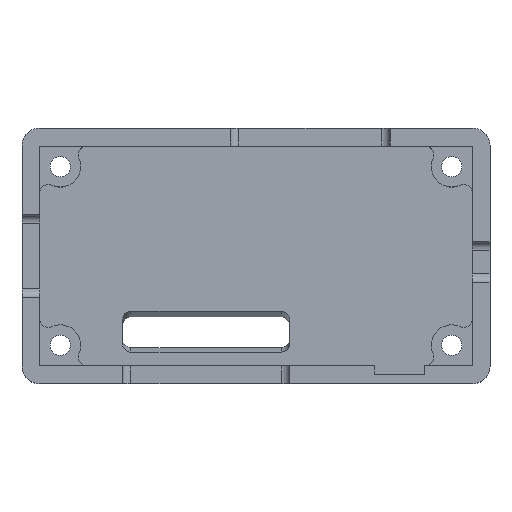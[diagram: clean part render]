
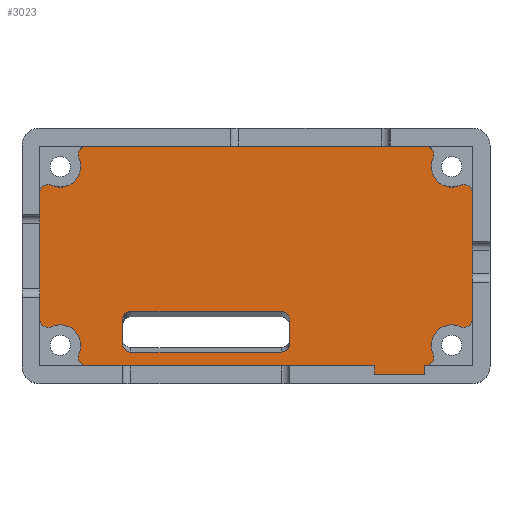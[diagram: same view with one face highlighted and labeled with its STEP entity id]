
A CAD part, top view. The second image highlights one B-rep face of the part: STEP entity #3023.
In plain terms, the highlighted planar face has unit normal (0, 0, 1).
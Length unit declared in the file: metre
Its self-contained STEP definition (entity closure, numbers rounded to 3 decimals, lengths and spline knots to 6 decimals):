
#122=ELLIPSE('',#3268,0.001051,0.001);
#123=ELLIPSE('',#3269,0.001035,0.001);
#124=ELLIPSE('',#3270,0.001035,0.001);
#125=ELLIPSE('',#3271,0.001051,0.001);
#225=CIRCLE('',#3272,0.0024);
#226=CIRCLE('',#3273,0.001);
#227=CIRCLE('',#3274,0.001);
#228=CIRCLE('',#3275,0.0024);
#229=CIRCLE('',#3276,0.001);
#230=CIRCLE('',#3277,0.001);
#231=CIRCLE('',#3278,0.0024);
#232=CIRCLE('',#3279,0.001);
#233=CIRCLE('',#3280,0.001);
#234=CIRCLE('',#3281,0.0024);
#235=CIRCLE('',#3282,0.001);
#236=CIRCLE('',#3283,0.001);
#462=ORIENTED_EDGE('',*,*,#1393,.F.);
#463=ORIENTED_EDGE('',*,*,#1394,.T.);
#464=ORIENTED_EDGE('',*,*,#1395,.F.);
#465=ORIENTED_EDGE('',*,*,#1396,.T.);
#466=ORIENTED_EDGE('',*,*,#1397,.T.);
#467=ORIENTED_EDGE('',*,*,#1398,.T.);
#468=ORIENTED_EDGE('',*,*,#1399,.T.);
#469=ORIENTED_EDGE('',*,*,#1400,.T.);
#470=ORIENTED_EDGE('',*,*,#1401,.F.);
#471=ORIENTED_EDGE('',*,*,#1402,.T.);
#472=ORIENTED_EDGE('',*,*,#1403,.T.);
#473=ORIENTED_EDGE('',*,*,#1404,.T.);
#474=ORIENTED_EDGE('',*,*,#1405,.T.);
#475=ORIENTED_EDGE('',*,*,#1406,.F.);
#476=ORIENTED_EDGE('',*,*,#1266,.T.);
#477=ORIENTED_EDGE('',*,*,#1407,.T.);
#478=ORIENTED_EDGE('',*,*,#1408,.F.);
#479=ORIENTED_EDGE('',*,*,#1409,.T.);
#480=ORIENTED_EDGE('',*,*,#1410,.T.);
#481=ORIENTED_EDGE('',*,*,#1411,.T.);
#482=ORIENTED_EDGE('',*,*,#1412,.F.);
#483=ORIENTED_EDGE('',*,*,#1413,.T.);
#484=ORIENTED_EDGE('',*,*,#1414,.F.);
#485=ORIENTED_EDGE('',*,*,#1415,.T.);
#486=ORIENTED_EDGE('',*,*,#1416,.F.);
#487=ORIENTED_EDGE('',*,*,#1417,.T.);
#488=ORIENTED_EDGE('',*,*,#1418,.F.);
#489=ORIENTED_EDGE('',*,*,#1419,.T.);
#1266=EDGE_CURVE('',#1734,#1733,#2051,.T.);
#1393=EDGE_CURVE('',#1857,#1858,#2095,.T.);
#1394=EDGE_CURVE('',#1857,#1859,#122,.F.);
#1395=EDGE_CURVE('',#1860,#1859,#2096,.T.);
#1396=EDGE_CURVE('',#1860,#1861,#123,.F.);
#1397=EDGE_CURVE('',#1861,#1862,#2097,.T.);
#1398=EDGE_CURVE('',#1862,#1863,#124,.F.);
#1399=EDGE_CURVE('',#1863,#1864,#2098,.T.);
#1400=EDGE_CURVE('',#1864,#1858,#125,.F.);
#1401=EDGE_CURVE('',#1865,#1866,#225,.T.);
#1402=EDGE_CURVE('',#1865,#1867,#226,.T.);
#1403=EDGE_CURVE('',#1867,#1868,#2099,.T.);
#1404=EDGE_CURVE('',#1868,#1869,#2100,.T.);
#1405=EDGE_CURVE('',#1869,#1870,#2101,.T.);
#1406=EDGE_CURVE('',#1734,#1870,#2102,.T.);
#1407=EDGE_CURVE('',#1733,#1871,#227,.T.);
#1408=EDGE_CURVE('',#1872,#1871,#228,.T.);
#1409=EDGE_CURVE('',#1872,#1873,#229,.T.);
#1410=EDGE_CURVE('',#1873,#1874,#2103,.T.);
#1411=EDGE_CURVE('',#1874,#1875,#230,.T.);
#1412=EDGE_CURVE('',#1876,#1875,#231,.T.);
#1413=EDGE_CURVE('',#1876,#1877,#232,.T.);
#1414=EDGE_CURVE('',#1878,#1877,#2104,.T.);
#1415=EDGE_CURVE('',#1878,#1879,#233,.T.);
#1416=EDGE_CURVE('',#1880,#1879,#234,.T.);
#1417=EDGE_CURVE('',#1880,#1881,#235,.T.);
#1418=EDGE_CURVE('',#1882,#1881,#2105,.T.);
#1419=EDGE_CURVE('',#1882,#1866,#236,.T.);
#1733=VERTEX_POINT('',#4423);
#1734=VERTEX_POINT('',#4425);
#1857=VERTEX_POINT('',#4719);
#1858=VERTEX_POINT('',#4720);
#1859=VERTEX_POINT('',#4722);
#1860=VERTEX_POINT('',#4724);
#1861=VERTEX_POINT('',#4726);
#1862=VERTEX_POINT('',#4728);
#1863=VERTEX_POINT('',#4730);
#1864=VERTEX_POINT('',#4732);
#1865=VERTEX_POINT('',#4735);
#1866=VERTEX_POINT('',#4736);
#1867=VERTEX_POINT('',#4738);
#1868=VERTEX_POINT('',#4740);
#1869=VERTEX_POINT('',#4742);
#1870=VERTEX_POINT('',#4744);
#1871=VERTEX_POINT('',#4747);
#1872=VERTEX_POINT('',#4749);
#1873=VERTEX_POINT('',#4751);
#1874=VERTEX_POINT('',#4753);
#1875=VERTEX_POINT('',#4755);
#1876=VERTEX_POINT('',#4757);
#1877=VERTEX_POINT('',#4759);
#1878=VERTEX_POINT('',#4761);
#1879=VERTEX_POINT('',#4763);
#1880=VERTEX_POINT('',#4765);
#1881=VERTEX_POINT('',#4767);
#1882=VERTEX_POINT('',#4769);
#2051=LINE('',#4424,#2306);
#2095=LINE('',#4718,#2350);
#2096=LINE('',#4723,#2351);
#2097=LINE('',#4727,#2352);
#2098=LINE('',#4731,#2353);
#2099=LINE('',#4739,#2354);
#2100=LINE('',#4741,#2355);
#2101=LINE('',#4743,#2356);
#2102=LINE('',#4745,#2357);
#2103=LINE('',#4752,#2358);
#2104=LINE('',#4760,#2359);
#2105=LINE('',#4768,#2360);
#2306=VECTOR('',#3526,1.);
#2350=VECTOR('',#3704,1.);
#2351=VECTOR('',#3707,1.);
#2352=VECTOR('',#3710,1.);
#2353=VECTOR('',#3713,1.);
#2354=VECTOR('',#3720,1.);
#2355=VECTOR('',#3721,1.);
#2356=VECTOR('',#3722,1.);
#2357=VECTOR('',#3723,1.);
#2358=VECTOR('',#3730,1.);
#2359=VECTOR('',#3737,1.);
#2360=VECTOR('',#3744,1.);
#2571=EDGE_LOOP('',(#462,#463,#464,#465,#466,#467,#468,#469));
#2572=EDGE_LOOP('',(#470,#471,#472,#473,#474,#475,#476,#477,#478,#479,#480,
#481,#482,#483,#484,#485,#486,#487,#488,#489));
#2770=FACE_BOUND('',#2571,.T.);
#2771=FACE_BOUND('',#2572,.T.);
#2961=PLANE('',#3267);
#3023=ADVANCED_FACE('',(#2770,#2771),#2961,.T.);
#3267=AXIS2_PLACEMENT_3D('',#4717,#3702,#3703);
#3268=AXIS2_PLACEMENT_3D('',#4721,#3705,#3706);
#3269=AXIS2_PLACEMENT_3D('',#4725,#3708,#3709);
#3270=AXIS2_PLACEMENT_3D('',#4729,#3711,#3712);
#3271=AXIS2_PLACEMENT_3D('',#4733,#3714,#3715);
#3272=AXIS2_PLACEMENT_3D('',#4734,#3716,#3717);
#3273=AXIS2_PLACEMENT_3D('',#4737,#3718,#3719);
#3274=AXIS2_PLACEMENT_3D('',#4746,#3724,#3725);
#3275=AXIS2_PLACEMENT_3D('',#4748,#3726,#3727);
#3276=AXIS2_PLACEMENT_3D('',#4750,#3728,#3729);
#3277=AXIS2_PLACEMENT_3D('',#4754,#3731,#3732);
#3278=AXIS2_PLACEMENT_3D('',#4756,#3733,#3734);
#3279=AXIS2_PLACEMENT_3D('',#4758,#3735,#3736);
#3280=AXIS2_PLACEMENT_3D('',#4762,#3738,#3739);
#3281=AXIS2_PLACEMENT_3D('',#4764,#3740,#3741);
#3282=AXIS2_PLACEMENT_3D('',#4766,#3742,#3743);
#3283=AXIS2_PLACEMENT_3D('',#4770,#3745,#3746);
#3526=DIRECTION('',(1.,0.,0.));
#3702=DIRECTION('',(0.,0.,1.));
#3703=DIRECTION('',(1.,0.,0.));
#3704=DIRECTION('',(-1.,0.,0.));
#3705=DIRECTION('',(0.,0.,1.));
#3706=DIRECTION('',(0.,1.,0.));
#3707=DIRECTION('',(0.,1.,0.));
#3708=DIRECTION('',(0.,0.,1.));
#3709=DIRECTION('',(0.,1.,0.));
#3710=DIRECTION('',(-1.,0.,0.));
#3711=DIRECTION('',(0.,0.,1.));
#3712=DIRECTION('',(0.,-1.,0.));
#3713=DIRECTION('',(0.,1.,0.));
#3714=DIRECTION('',(0.,0.,1.));
#3715=DIRECTION('',(0.,-1.,0.));
#3716=DIRECTION('',(0.,0.,1.));
#3717=DIRECTION('',(1.,0.,0.));
#3718=DIRECTION('',(0.,0.,1.));
#3719=DIRECTION('',(1.,0.,0.));
#3720=DIRECTION('',(1.,0.,0.));
#3721=DIRECTION('',(0.,-1.,0.));
#3722=DIRECTION('',(1.,0.,0.));
#3723=DIRECTION('',(0.,-1.,0.));
#3724=DIRECTION('',(0.,0.,1.));
#3725=DIRECTION('',(1.,0.,0.));
#3726=DIRECTION('',(0.,0.,1.));
#3727=DIRECTION('',(1.,0.,0.));
#3728=DIRECTION('',(0.,0.,1.));
#3729=DIRECTION('',(1.,0.,0.));
#3730=DIRECTION('',(0.,1.,0.));
#3731=DIRECTION('',(0.,0.,1.));
#3732=DIRECTION('',(1.,0.,0.));
#3733=DIRECTION('',(0.,0.,1.));
#3734=DIRECTION('',(1.,0.,0.));
#3735=DIRECTION('',(0.,0.,1.));
#3736=DIRECTION('',(1.,0.,0.));
#3737=DIRECTION('',(1.,0.,0.));
#3738=DIRECTION('',(0.,0.,1.));
#3739=DIRECTION('',(1.,0.,0.));
#3740=DIRECTION('',(0.,0.,1.));
#3741=DIRECTION('',(1.,0.,0.));
#3742=DIRECTION('',(0.,0.,1.));
#3743=DIRECTION('',(1.,0.,0.));
#3744=DIRECTION('',(0.,1.,0.));
#3745=DIRECTION('',(0.,0.,1.));
#3746=DIRECTION('',(1.,0.,0.));
#4423=CARTESIAN_POINT('',(0.019902,-0.0129,0.));
#4424=CARTESIAN_POINT('',(0.0242,-0.0129,0.));
#4425=CARTESIAN_POINT('',(0.01985,-0.0129,0.));
#4717=CARTESIAN_POINT('',(0.,0.,0.));
#4718=CARTESIAN_POINT('',(0.003982,-0.0065,0.));
#4719=CARTESIAN_POINT('',(0.00298,-0.0065,0.));
#4720=CARTESIAN_POINT('',(-0.0147,-0.0065,0.));
#4721=CARTESIAN_POINT('',(0.00298,-0.007552,0.));
#4722=CARTESIAN_POINT('',(0.00398,-0.007552,0.));
#4723=CARTESIAN_POINT('',(0.00398,0.,0.));
#4724=CARTESIAN_POINT('',(0.00398,-0.01025,0.));
#4725=CARTESIAN_POINT('',(0.00298,-0.01025,0.));
#4726=CARTESIAN_POINT('',(0.00298,-0.011285,0.));
#4727=CARTESIAN_POINT('',(0.003982,-0.011285,0.));
#4728=CARTESIAN_POINT('',(-0.0147,-0.011285,0.));
#4729=CARTESIAN_POINT('',(-0.0147,-0.01025,0.));
#4730=CARTESIAN_POINT('',(-0.0157,-0.01025,0.));
#4731=CARTESIAN_POINT('',(-0.0157,0.,0.));
#4732=CARTESIAN_POINT('',(-0.0157,-0.007552,0.));
#4733=CARTESIAN_POINT('',(-0.0147,-0.007552,0.));
#4734=CARTESIAN_POINT('',(-0.023,-0.0105,0.));
#4735=CARTESIAN_POINT('',(-0.020813,-0.011488,0.));
#4736=CARTESIAN_POINT('',(-0.023988,-0.008313,0.));
#4737=CARTESIAN_POINT('',(-0.019902,-0.0119,0.));
#4738=CARTESIAN_POINT('',(-0.019902,-0.0129,0.));
#4739=CARTESIAN_POINT('',(0.0242,-0.0129,0.));
#4740=CARTESIAN_POINT('',(0.01395,-0.0129,0.));
#4741=CARTESIAN_POINT('',(0.01395,-0.011575,0.));
#4742=CARTESIAN_POINT('',(0.01395,-0.0139,0.));
#4743=CARTESIAN_POINT('',(0.0169,-0.0139,0.));
#4744=CARTESIAN_POINT('',(0.01985,-0.0139,0.));
#4745=CARTESIAN_POINT('',(0.01985,-0.011575,0.));
#4746=CARTESIAN_POINT('',(0.019902,-0.0119,0.));
#4747=CARTESIAN_POINT('',(0.020813,-0.011488,0.));
#4748=CARTESIAN_POINT('',(0.023,-0.0105,0.));
#4749=CARTESIAN_POINT('',(0.023988,-0.008313,0.));
#4750=CARTESIAN_POINT('',(0.0244,-0.007402,0.));
#4751=CARTESIAN_POINT('',(0.0254,-0.007402,0.));
#4752=CARTESIAN_POINT('',(0.0254,0.0117,0.));
#4753=CARTESIAN_POINT('',(0.0254,0.007402,0.));
#4754=CARTESIAN_POINT('',(0.0244,0.007402,0.));
#4755=CARTESIAN_POINT('',(0.023988,0.008313,0.));
#4756=CARTESIAN_POINT('',(0.023,0.0105,0.));
#4757=CARTESIAN_POINT('',(0.020813,0.011488,0.));
#4758=CARTESIAN_POINT('',(0.019902,0.0119,0.));
#4759=CARTESIAN_POINT('',(0.019902,0.0129,0.));
#4760=CARTESIAN_POINT('',(0.,0.0129,0.));
#4761=CARTESIAN_POINT('',(-0.019902,0.0129,0.));
#4762=CARTESIAN_POINT('',(-0.019902,0.0119,0.));
#4763=CARTESIAN_POINT('',(-0.020813,0.011488,0.));
#4764=CARTESIAN_POINT('',(-0.023,0.0105,0.));
#4765=CARTESIAN_POINT('',(-0.023988,0.008313,0.));
#4766=CARTESIAN_POINT('',(-0.0244,0.007402,0.));
#4767=CARTESIAN_POINT('',(-0.0254,0.007402,0.));
#4768=CARTESIAN_POINT('',(-0.0254,-0.0117,0.));
#4769=CARTESIAN_POINT('',(-0.0254,-0.007402,0.));
#4770=CARTESIAN_POINT('',(-0.0244,-0.007402,0.));
